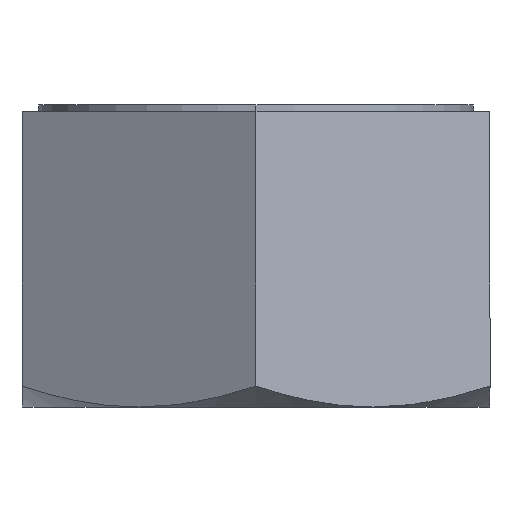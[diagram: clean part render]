
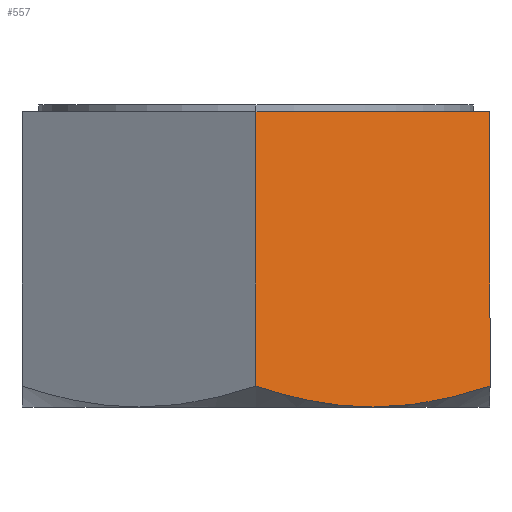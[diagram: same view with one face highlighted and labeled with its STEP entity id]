
A CAD part, left-side view. The second image highlights one B-rep face of the part: STEP entity #557.
In plain terms, the highlighted planar face has unit normal (-0.866, -0.5, 0).
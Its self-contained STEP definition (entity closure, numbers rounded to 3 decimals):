
#34 = EDGE_CURVE ( 'NONE', #1399, #965, #1296, .T. ) ;
#58 = DIRECTION ( 'NONE',  ( 0., 0., 1. ) ) ;
#74 = VECTOR ( 'NONE', #1776, 1000. ) ;
#77 = CARTESIAN_POINT ( 'NONE',  ( -23.816, -13.75, -34.7 ) ) ;
#81 = LINE ( 'NONE', #1981, #74 ) ;
#110 = EDGE_CURVE ( 'NONE', #965, #1310, #887, .T. ) ;
#114 = CARTESIAN_POINT ( 'NONE',  ( -31.754, 0., -34.7 ) ) ;
#140 = CARTESIAN_POINT ( 'NONE',  ( -23.816, -13.75, -34.7 ) ) ;
#266 = CARTESIAN_POINT ( 'NONE',  ( -22.466, -16.087, -34.628 ) ) ;
#280 = DIRECTION ( 'NONE',  ( -0.866, -0.5, 0. ) ) ;
#292 = DIRECTION ( 'NONE',  ( 0.5, -0.866, 0. ) ) ;
#306 = CARTESIAN_POINT ( 'NONE',  ( -20.462, -19.559, -34.251 ) ) ;
#320 = CARTESIAN_POINT ( 'NONE',  ( -18.479, -22.994, -33.609 ) ) ;
#329 = CARTESIAN_POINT ( 'NONE',  ( -26.504, -9.094, -34.466 ) ) ;
#344 = CARTESIAN_POINT ( 'NONE',  ( -17.173, -25.256, -32.992 ) ) ;
#357 = EDGE_CURVE ( 'NONE', #699, #1444, #731, .T. ) ;
#364 = CARTESIAN_POINT ( 'NONE',  ( -21.127, -18.408, -34.417 ) ) ;
#408 = ORIENTED_EDGE ( 'NONE', *, *, #1546, .T. ) ;
#483 = B_SPLINE_CURVE_WITH_KNOTS ( 'NONE', 3,
 ( #977, #1850, #1873, #329, #1866, #1947 ),
 .UNSPECIFIED., .F., .F.,
 ( 4, 2, 4 ),
 ( 0., 0.008, 0.016 ),
 .UNSPECIFIED. ) ;
#485 = CARTESIAN_POINT ( 'NONE',  ( -15.877, -27.5, -34.7 ) ) ;
#508 = ORIENTED_EDGE ( 'NONE', *, *, #34, .T. ) ;
#524 = FACE_OUTER_BOUND ( 'NONE', #1152, .T. ) ;
#557 = ADVANCED_FACE ( 'NONE', ( #524 ), #2003, .T. ) ;
#564 = CARTESIAN_POINT ( 'NONE',  ( -23.14, -14.92, -34.686 ) ) ;
#699 = VERTEX_POINT ( 'NONE', #1011 ) ;
#705 = VECTOR ( 'NONE', #1366, 1000. ) ;
#731 = LINE ( 'NONE', #1532, #705 ) ;
#887 = LINE ( 'NONE', #485, #890 ) ;
#890 = VECTOR ( 'NONE', #58, 1000. ) ;
#953 = ORIENTED_EDGE ( 'NONE', *, *, #1215, .F. ) ;
#965 = VERTEX_POINT ( 'NONE', #1634 ) ;
#977 = CARTESIAN_POINT ( 'NONE',  ( -31.754, 0., -32.244 ) ) ;
#1011 = CARTESIAN_POINT ( 'NONE',  ( -31.754, 0., -32.244 ) ) ;
#1152 = EDGE_LOOP ( 'NONE', ( #1704, #408, #508, #1536, #953 ) ) ;
#1196 = CARTESIAN_POINT ( 'NONE',  ( -31.754, 0., 0. ) ) ;
#1213 = AXIS2_PLACEMENT_3D ( 'NONE', #114, #280, #292 ) ;
#1215 = EDGE_CURVE ( 'NONE', #1444, #1310, #81, .T. ) ;
#1296 = B_SPLINE_CURVE_WITH_KNOTS ( 'NONE', 3,
 ( #140, #1553, #564, #266, #2004, #364, #306, #320, #344, #1468 ),
 .UNSPECIFIED., .F., .F.,
 ( 4, 2, 2, 2, 4 ),
 ( 0.016, 0.018, 0.02, 0.024, 0.032 ),
 .UNSPECIFIED. ) ;
#1310 = VERTEX_POINT ( 'NONE', #1475 ) ;
#1366 = DIRECTION ( 'NONE',  ( 0., 0., 1. ) ) ;
#1399 = VERTEX_POINT ( 'NONE', #77 ) ;
#1444 = VERTEX_POINT ( 'NONE', #1196 ) ;
#1468 = CARTESIAN_POINT ( 'NONE',  ( -15.877, -27.5, -32.244 ) ) ;
#1475 = CARTESIAN_POINT ( 'NONE',  ( -15.877, -27.5, 0. ) ) ;
#1532 = CARTESIAN_POINT ( 'NONE',  ( -31.754, 0., -34.7 ) ) ;
#1536 = ORIENTED_EDGE ( 'NONE', *, *, #110, .T. ) ;
#1546 = EDGE_CURVE ( 'NONE', #699, #1399, #483, .T. ) ;
#1553 = CARTESIAN_POINT ( 'NONE',  ( -23.479, -14.333, -34.7 ) ) ;
#1634 = CARTESIAN_POINT ( 'NONE',  ( -15.877, -27.5, -32.244 ) ) ;
#1704 = ORIENTED_EDGE ( 'NONE', *, *, #357, .F. ) ;
#1776 = DIRECTION ( 'NONE',  ( 0.5, -0.866, 0. ) ) ;
#1850 = CARTESIAN_POINT ( 'NONE',  ( -30.456, -2.249, -32.994 ) ) ;
#1866 = CARTESIAN_POINT ( 'NONE',  ( -25.168, -11.407, -34.7 ) ) ;
#1873 = CARTESIAN_POINT ( 'NONE',  ( -29.147, -4.515, -33.611 ) ) ;
#1947 = CARTESIAN_POINT ( 'NONE',  ( -23.816, -13.75, -34.7 ) ) ;
#1981 = CARTESIAN_POINT ( 'NONE',  ( -31.754, 0., 0. ) ) ;
#2003 = PLANE ( 'NONE',  #1213 ) ;
#2004 = CARTESIAN_POINT ( 'NONE',  ( -22.131, -16.669, -34.586 ) ) ;
